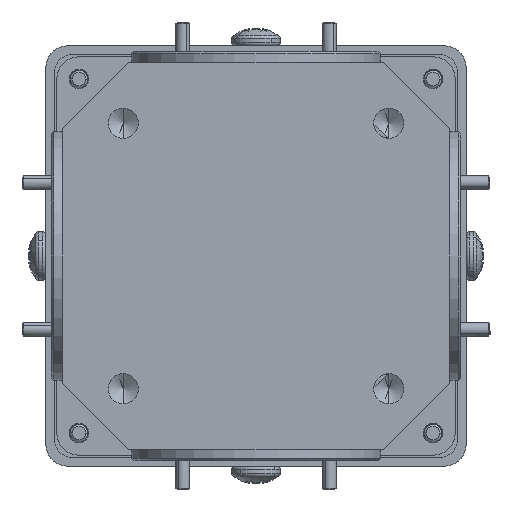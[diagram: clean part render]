
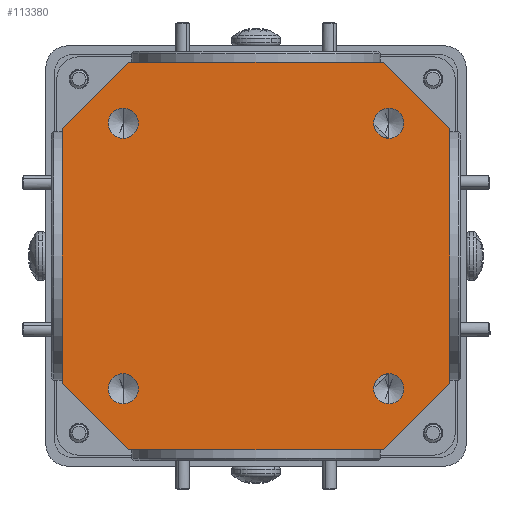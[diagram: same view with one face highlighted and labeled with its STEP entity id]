
A CAD part, front view. The second image highlights one B-rep face of the part: STEP entity #113380.
In plain terms, the highlighted planar face has unit normal (0, -1, 0).
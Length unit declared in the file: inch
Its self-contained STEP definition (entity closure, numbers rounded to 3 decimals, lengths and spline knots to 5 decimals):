
#189 = LINE ( 'NONE', #151280, #116666 ) ;
#1617 = ORIENTED_EDGE ( 'NONE', *, *, #175385, .F. ) ;
#2739 = LINE ( 'NONE', #183513, #94476 ) ;
#4677 = VERTEX_POINT ( 'NONE', #172747 ) ;
#6418 = LINE ( 'NONE', #7389, #148268 ) ;
#7389 = CARTESIAN_POINT ( 'NONE',  ( -0.725, 0., 0.725 ) ) ;
#8001 = FACE_BOUND ( 'NONE', #108559, .T. ) ;
#12253 = DIRECTION ( 'NONE',  ( 0., 0., -1. ) ) ;
#13678 = DIRECTION ( 'NONE',  ( 0., -1., 0. ) ) ;
#15346 = DIRECTION ( 'NONE',  ( 0., 0., 1. ) ) ;
#17149 = CARTESIAN_POINT ( 'NONE',  ( 0.575, 0., -0.875 ) ) ;
#18936 = VERTEX_POINT ( 'NONE', #144862 ) ;
#19737 = CARTESIAN_POINT ( 'NONE',  ( 0.6, 0., 0.6 ) ) ;
#22177 = ORIENTED_EDGE ( 'NONE', *, *, #87241, .T. ) ;
#22960 = EDGE_LOOP ( 'NONE', ( #172829, #100164 ) ) ;
#24608 = CARTESIAN_POINT ( 'NONE',  ( -0.575, 0., 0.875 ) ) ;
#27949 = DIRECTION ( 'NONE',  ( 0., -1., 0. ) ) ;
#29439 = CARTESIAN_POINT ( 'NONE',  ( 0.875, 0., 0.875 ) ) ;
#32265 = VERTEX_POINT ( 'NONE', #84509 ) ;
#33141 = CARTESIAN_POINT ( 'NONE',  ( -0.875, 0., -0.575 ) ) ;
#34023 = EDGE_LOOP ( 'NONE', ( #132586, #188393, #73394, #108805, #143253, #88701, #179761, #22177 ) ) ;
#35236 = CARTESIAN_POINT ( 'NONE',  ( -0.6, 0., -0.6 ) ) ;
#36964 = DIRECTION ( 'NONE',  ( 0., -1., 0. ) ) ;
#39186 = VERTEX_POINT ( 'NONE', #47686 ) ;
#42362 = DIRECTION ( 'NONE',  ( 0., 0., -1. ) ) ;
#45124 = CIRCLE ( 'NONE', #48371, 0.068 ) ;
#45960 = ORIENTED_EDGE ( 'NONE', *, *, #180510, .F. ) ;
#47134 = VERTEX_POINT ( 'NONE', #24608 ) ;
#47686 = CARTESIAN_POINT ( 'NONE',  ( -0.6, 0., -0.532 ) ) ;
#47962 = CARTESIAN_POINT ( 'NONE',  ( 0.6, 0., 0.668 ) ) ;
#48371 = AXIS2_PLACEMENT_3D ( 'NONE', #99226, #162293, #57630 ) ;
#51749 = EDGE_CURVE ( 'NONE', #112667, #32265, #184563, .T. ) ;
#53234 = AXIS2_PLACEMENT_3D ( 'NONE', #133013, #144893, #175503 ) ;
#53493 = FACE_BOUND ( 'NONE', #104038, .T. ) ;
#54212 = CARTESIAN_POINT ( 'NONE',  ( -0.6, 0., 0.532 ) ) ;
#57121 = DIRECTION ( 'NONE',  ( 0.707, 0., 0.707 ) ) ;
#57630 = DIRECTION ( 'NONE',  ( 0., 0., -1. ) ) ;
#64378 = VERTEX_POINT ( 'NONE', #114464 ) ;
#64797 = AXIS2_PLACEMENT_3D ( 'NONE', #35236, #80784, #140935 ) ;
#70025 = CARTESIAN_POINT ( 'NONE',  ( -0.6, 0., -0.668 ) ) ;
#70405 = EDGE_CURVE ( 'NONE', #113872, #78914, #82752, .T. ) ;
#72512 = AXIS2_PLACEMENT_3D ( 'NONE', #19737, #80050, #140200 ) ;
#73394 = ORIENTED_EDGE ( 'NONE', *, *, #83384, .F. ) ;
#76248 = VECTOR ( 'NONE', #135182, 39.37008 ) ;
#78262 = DIRECTION ( 'NONE',  ( -0.707, 0., 0.707 ) ) ;
#78914 = VERTEX_POINT ( 'NONE', #170358 ) ;
#80050 = DIRECTION ( 'NONE',  ( 0., -1., 0. ) ) ;
#80551 = DIRECTION ( 'NONE',  ( 0., 0., -1. ) ) ;
#80784 = DIRECTION ( 'NONE',  ( 0., -1., 0. ) ) ;
#82223 = LINE ( 'NONE', #111869, #93350 ) ;
#82752 = CIRCLE ( 'NONE', #101682, 0.068 ) ;
#83384 = EDGE_CURVE ( 'NONE', #47134, #137359, #167274, .T. ) ;
#84276 = EDGE_CURVE ( 'NONE', #161081, #101806, #82223, .T. ) ;
#84509 = CARTESIAN_POINT ( 'NONE',  ( 0.6, 0., -0.668 ) ) ;
#87241 = EDGE_CURVE ( 'NONE', #106114, #149469, #132196, .T. ) ;
#87625 = EDGE_CURVE ( 'NONE', #78914, #113872, #126977, .T. ) ;
#88701 = ORIENTED_EDGE ( 'NONE', *, *, #84276, .T. ) ;
#90171 = CIRCLE ( 'NONE', #64797, 0.068 ) ;
#91003 = AXIS2_PLACEMENT_3D ( 'NONE', #100929, #175876, #176893 ) ;
#93350 = VECTOR ( 'NONE', #185860, 39.37008 ) ;
#94476 = VECTOR ( 'NONE', #124295, 39.37008 ) ;
#95523 = AXIS2_PLACEMENT_3D ( 'NONE', #107512, #36964, #80551 ) ;
#96046 = FACE_OUTER_BOUND ( 'NONE', #34023, .T. ) ;
#97603 = ORIENTED_EDGE ( 'NONE', *, *, #70405, .F. ) ;
#99226 = CARTESIAN_POINT ( 'NONE',  ( 0.6, 0., -0.6 ) ) ;
#99421 = VECTOR ( 'NONE', #134802, 39.37008 ) ;
#100164 = ORIENTED_EDGE ( 'NONE', *, *, #51749, .F. ) ;
#100929 = CARTESIAN_POINT ( 'NONE',  ( 0., 0., 0. ) ) ;
#101682 = AXIS2_PLACEMENT_3D ( 'NONE', #189536, #177664, #42362 ) ;
#101806 = VERTEX_POINT ( 'NONE', #176515 ) ;
#101813 = EDGE_CURVE ( 'NONE', #159811, #64378, #192102, .T. ) ;
#101863 = ORIENTED_EDGE ( 'NONE', *, *, #101813, .F. ) ;
#104038 = EDGE_LOOP ( 'NONE', ( #164291, #101863 ) ) ;
#104684 = LINE ( 'NONE', #29439, #76248 ) ;
#105260 = CARTESIAN_POINT ( 'NONE',  ( 0.6, 0., -0.532 ) ) ;
#106114 = VERTEX_POINT ( 'NONE', #17149 ) ;
#107512 = CARTESIAN_POINT ( 'NONE',  ( -0.6, 0., -0.6 ) ) ;
#107805 = EDGE_CURVE ( 'NONE', #161081, #18936, #151516, .T. ) ;
#108559 = EDGE_LOOP ( 'NONE', ( #97603, #112619 ) ) ;
#108805 = ORIENTED_EDGE ( 'NONE', *, *, #187053, .T. ) ;
#111869 = CARTESIAN_POINT ( 'NONE',  ( -0.725, 0., -0.725 ) ) ;
#112619 = ORIENTED_EDGE ( 'NONE', *, *, #87625, .F. ) ;
#112667 = VERTEX_POINT ( 'NONE', #105260 ) ;
#113380 = ADVANCED_FACE ( 'NONE', ( #124698, #159067, #8001, #53493, #96046 ), #113807, .T. ) ;
#113807 = PLANE ( 'NONE',  #91003 ) ;
#113872 = VERTEX_POINT ( 'NONE', #54212 ) ;
#114464 = CARTESIAN_POINT ( 'NONE',  ( 0.6, 0., 0.532 ) ) ;
#116055 = CARTESIAN_POINT ( 'NONE',  ( -0.6, 0., 0.6 ) ) ;
#116666 = VECTOR ( 'NONE', #78262, 39.37008 ) ;
#117469 = VECTOR ( 'NONE', #57121, 39.37008 ) ;
#123741 = AXIS2_PLACEMENT_3D ( 'NONE', #116055, #27949, #12253 ) ;
#124295 = DIRECTION ( 'NONE',  ( -1., 0., 0. ) ) ;
#124698 = FACE_BOUND ( 'NONE', #22960, .T. ) ;
#126977 = CIRCLE ( 'NONE', #123741, 0.068 ) ;
#132196 = LINE ( 'NONE', #192459, #117469 ) ;
#132586 = ORIENTED_EDGE ( 'NONE', *, *, #174114, .F. ) ;
#133013 = CARTESIAN_POINT ( 'NONE',  ( 0.6, 0., 0.6 ) ) ;
#134802 = DIRECTION ( 'NONE',  ( 1., 0., 0. ) ) ;
#135182 = DIRECTION ( 'NONE',  ( 0., 0., -1. ) ) ;
#136487 = VECTOR ( 'NONE', #15346, 39.37008 ) ;
#137359 = VERTEX_POINT ( 'NONE', #148856 ) ;
#140200 = DIRECTION ( 'NONE',  ( 0., 0., -1. ) ) ;
#140935 = DIRECTION ( 'NONE',  ( 0., 0., -1. ) ) ;
#143253 = ORIENTED_EDGE ( 'NONE', *, *, #107805, .F. ) ;
#144042 = VERTEX_POINT ( 'NONE', #70025 ) ;
#144862 = CARTESIAN_POINT ( 'NONE',  ( -0.875, 0., 0.575 ) ) ;
#144893 = DIRECTION ( 'NONE',  ( 0., -1., 0. ) ) ;
#146992 = DIRECTION ( 'NONE',  ( 0., 0., -1. ) ) ;
#148268 = VECTOR ( 'NONE', #159469, 39.37008 ) ;
#148648 = EDGE_CURVE ( 'NONE', #64378, #159811, #157597, .T. ) ;
#148856 = CARTESIAN_POINT ( 'NONE',  ( 0.575, 0., 0.875 ) ) ;
#149011 = CIRCLE ( 'NONE', #95523, 0.068 ) ;
#149469 = VERTEX_POINT ( 'NONE', #183996 ) ;
#150573 = CARTESIAN_POINT ( 'NONE',  ( -0.875, 0., 0.875 ) ) ;
#151280 = CARTESIAN_POINT ( 'NONE',  ( 0.725, 0., 0.725 ) ) ;
#151516 = LINE ( 'NONE', #150573, #136487 ) ;
#154842 = EDGE_CURVE ( 'NONE', #32265, #112667, #45124, .T. ) ;
#157597 = CIRCLE ( 'NONE', #72512, 0.068 ) ;
#159067 = FACE_BOUND ( 'NONE', #165861, .T. ) ;
#159469 = DIRECTION ( 'NONE',  ( -0.707, 0., -0.707 ) ) ;
#159811 = VERTEX_POINT ( 'NONE', #47962 ) ;
#161081 = VERTEX_POINT ( 'NONE', #33141 ) ;
#161779 = CARTESIAN_POINT ( 'NONE',  ( 0.6, 0., -0.6 ) ) ;
#162293 = DIRECTION ( 'NONE',  ( 0., -1., 0. ) ) ;
#163423 = CARTESIAN_POINT ( 'NONE',  ( -0.875, 0., 0.875 ) ) ;
#164291 = ORIENTED_EDGE ( 'NONE', *, *, #148648, .F. ) ;
#165861 = EDGE_LOOP ( 'NONE', ( #45960, #1617 ) ) ;
#166147 = EDGE_CURVE ( 'NONE', #4677, #137359, #189, .T. ) ;
#167274 = LINE ( 'NONE', #163423, #99421 ) ;
#170358 = CARTESIAN_POINT ( 'NONE',  ( -0.6, 0., 0.668 ) ) ;
#172747 = CARTESIAN_POINT ( 'NONE',  ( 0.875, 0., 0.575 ) ) ;
#172829 = ORIENTED_EDGE ( 'NONE', *, *, #154842, .F. ) ;
#174114 = EDGE_CURVE ( 'NONE', #4677, #149469, #104684, .T. ) ;
#175385 = EDGE_CURVE ( 'NONE', #39186, #144042, #149011, .T. ) ;
#175503 = DIRECTION ( 'NONE',  ( 0., 0., -1. ) ) ;
#175876 = DIRECTION ( 'NONE',  ( 0., -1., 0. ) ) ;
#176515 = CARTESIAN_POINT ( 'NONE',  ( -0.575, 0., -0.875 ) ) ;
#176893 = DIRECTION ( 'NONE',  ( 0., 0., -1. ) ) ;
#177664 = DIRECTION ( 'NONE',  ( 0., -1., 0. ) ) ;
#179761 = ORIENTED_EDGE ( 'NONE', *, *, #186598, .F. ) ;
#180510 = EDGE_CURVE ( 'NONE', #144042, #39186, #90171, .T. ) ;
#183513 = CARTESIAN_POINT ( 'NONE',  ( -0.875, 0., -0.875 ) ) ;
#183996 = CARTESIAN_POINT ( 'NONE',  ( 0.875, 0., -0.575 ) ) ;
#184563 = CIRCLE ( 'NONE', #190936, 0.068 ) ;
#185860 = DIRECTION ( 'NONE',  ( 0.707, 0., -0.707 ) ) ;
#186598 = EDGE_CURVE ( 'NONE', #106114, #101806, #2739, .T. ) ;
#187053 = EDGE_CURVE ( 'NONE', #47134, #18936, #6418, .T. ) ;
#188393 = ORIENTED_EDGE ( 'NONE', *, *, #166147, .T. ) ;
#189536 = CARTESIAN_POINT ( 'NONE',  ( -0.6, 0., 0.6 ) ) ;
#190936 = AXIS2_PLACEMENT_3D ( 'NONE', #161779, #13678, #146992 ) ;
#192102 = CIRCLE ( 'NONE', #53234, 0.068 ) ;
#192459 = CARTESIAN_POINT ( 'NONE',  ( 0.725, 0., -0.725 ) ) ;
